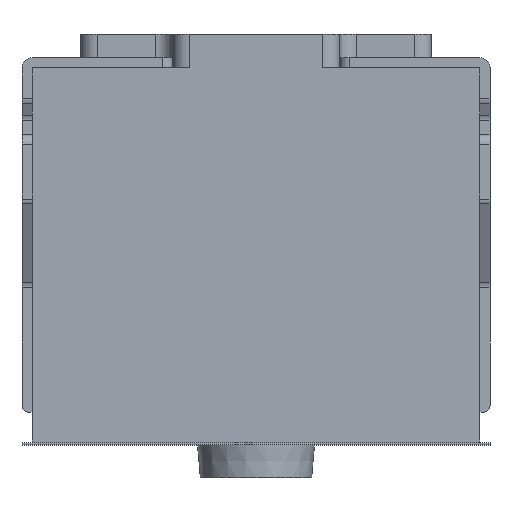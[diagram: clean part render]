
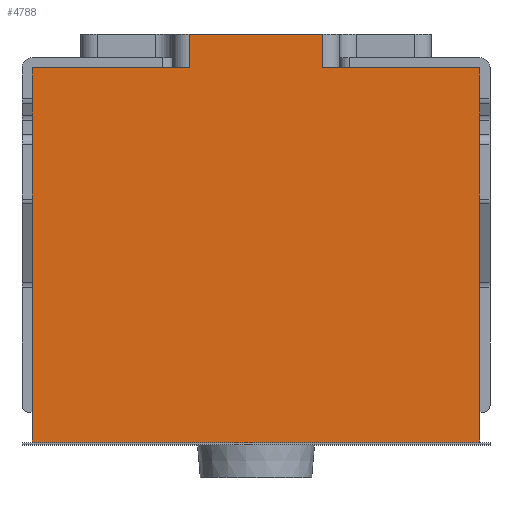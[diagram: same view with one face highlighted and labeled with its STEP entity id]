
A CAD part, top view. The second image highlights one B-rep face of the part: STEP entity #4788.
In plain terms, the highlighted planar face has unit normal (0, 0, 1).
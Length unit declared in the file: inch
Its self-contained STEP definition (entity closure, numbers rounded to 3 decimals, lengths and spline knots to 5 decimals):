
#1148=CARTESIAN_POINT('',(-0.02205,0.04026,0.03839));
#1149=VERTEX_POINT('',#1148);
#1183=CARTESIAN_POINT('',(-0.05276,0.02217,0.03839));
#1184=VERTEX_POINT('',#1183);
#1223=CARTESIAN_POINT('',(-0.05276,0.00934,0.03839));
#1224=VERTEX_POINT('',#1223);
#1231=CARTESIAN_POINT('',(-0.05276,0.00934,0.03839));
#1232=DIRECTION('',(0.0,1.0,0.0));
#1233=VECTOR('',#1232,0.01283);
#1234=LINE('',#1231,#1233);
#1235=EDGE_CURVE('',#1224,#1184,#1234,.T.);
#1395=CARTESIAN_POINT('',(-0.05276,0.03296,0.03839));
#1396=VERTEX_POINT('',#1395);
#1862=CARTESIAN_POINT('',(-0.05276,0.04026,0.03839));
#1863=VERTEX_POINT('',#1862);
#1864=CARTESIAN_POINT('',(-0.05276,0.03296,0.03839));
#1865=DIRECTION('',(0.0,1.0,0.0));
#1866=VECTOR('',#1865,0.0073);
#1867=LINE('',#1864,#1866);
#1868=EDGE_CURVE('',#1396,#1863,#1867,.T.);
#1870=CARTESIAN_POINT('',(-0.05276,0.04026,0.03839));
#1871=DIRECTION('',(1.0,0.0,0.0));
#1872=VECTOR('',#1871,0.03071);
#1873=LINE('',#1870,#1872);
#1874=EDGE_CURVE('',#1863,#1149,#1873,.T.);
#3074=CARTESIAN_POINT('',(0.02205,0.04026,0.03839));
#3075=VERTEX_POINT('',#3074);
#3100=CARTESIAN_POINT('',(0.05276,0.04026,0.03839));
#3101=VERTEX_POINT('',#3100);
#3102=CARTESIAN_POINT('',(0.02205,0.04026,0.03839));
#3103=DIRECTION('',(1.0,0.0,0.0));
#3104=VECTOR('',#3103,0.03071);
#3105=LINE('',#3102,#3104);
#3106=EDGE_CURVE('',#3075,#3101,#3105,.T.);
#3108=CARTESIAN_POINT('',(0.05276,0.03296,0.03839));
#3109=VERTEX_POINT('',#3108);
#3110=CARTESIAN_POINT('',(0.05276,0.04026,0.03839));
#3111=DIRECTION('',(0.0,-1.0,0.0));
#3112=VECTOR('',#3111,0.0073);
#3113=LINE('',#3110,#3112);
#3114=EDGE_CURVE('',#3101,#3109,#3113,.T.);
#3165=CARTESIAN_POINT('',(0.05276,0.02217,0.03839));
#3166=VERTEX_POINT('',#3165);
#3208=CARTESIAN_POINT('',(0.05276,0.00934,0.03839));
#3209=VERTEX_POINT('',#3208);
#3210=CARTESIAN_POINT('',(0.05276,0.02217,0.03839));
#3211=DIRECTION('',(0.0,-1.0,0.0));
#3212=VECTOR('',#3211,0.01283);
#3213=LINE('',#3210,#3212);
#3214=EDGE_CURVE('',#3166,#3209,#3213,.T.);
#3969=CARTESIAN_POINT('',(-0.01575,0.04026,0.03839));
#3970=VERTEX_POINT('',#3969);
#3971=CARTESIAN_POINT('',(-0.02205,0.04026,0.03839));
#3972=DIRECTION('',(1.0,0.0,0.0));
#3973=VECTOR('',#3972,0.0063);
#3974=LINE('',#3971,#3973);
#3975=EDGE_CURVE('',#1149,#3970,#3974,.T.);
#3993=CARTESIAN_POINT('',(-0.05276,0.02217,0.03839));
#3994=DIRECTION('',(0.0,1.0,0.0));
#3995=VECTOR('',#3994,0.01079);
#3996=LINE('',#3993,#3995);
#3997=EDGE_CURVE('',#1184,#1396,#3996,.T.);
#4044=CARTESIAN_POINT('',(-0.05276,-0.04813,0.03839));
#4045=VERTEX_POINT('',#4044);
#4052=CARTESIAN_POINT('',(-0.05276,-0.04813,0.03839));
#4053=DIRECTION('',(0.0,1.0,0.0));
#4054=VECTOR('',#4053,0.05747);
#4055=LINE('',#4052,#4054);
#4056=EDGE_CURVE('',#4045,#1224,#4055,.T.);
#4071=CARTESIAN_POINT('',(0.05276,0.03296,0.03839));
#4072=DIRECTION('',(0.0,-1.0,0.0));
#4073=VECTOR('',#4072,0.01079);
#4074=LINE('',#4071,#4073);
#4075=EDGE_CURVE('',#3109,#3166,#4074,.T.);
#4086=CARTESIAN_POINT('',(0.05276,-0.04813,0.03839));
#4087=VERTEX_POINT('',#4086);
#4088=CARTESIAN_POINT('',(0.05276,0.00934,0.03839));
#4089=DIRECTION('',(0.0,-1.0,0.0));
#4090=VECTOR('',#4089,0.05747);
#4091=LINE('',#4088,#4090);
#4092=EDGE_CURVE('',#3209,#4087,#4091,.T.);
#4142=CARTESIAN_POINT('',(0.01575,0.04026,0.03839));
#4143=VERTEX_POINT('',#4142);
#4151=CARTESIAN_POINT('',(0.01575,0.04026,0.03839));
#4152=DIRECTION('',(1.0,0.0,0.0));
#4153=VECTOR('',#4152,0.0063);
#4154=LINE('',#4151,#4153);
#4155=EDGE_CURVE('',#4143,#3075,#4154,.T.);
#4507=CARTESIAN_POINT('',(-0.01575,0.04813,0.03839));
#4508=VERTEX_POINT('',#4507);
#4519=CARTESIAN_POINT('',(-0.01575,0.04026,0.03839));
#4520=DIRECTION('',(0.0,1.0,0.0));
#4521=VECTOR('',#4520,0.00787);
#4522=LINE('',#4519,#4521);
#4523=EDGE_CURVE('',#3970,#4508,#4522,.T.);
#4748=CARTESIAN_POINT('',(0.,0.0,0.03839));
#4749=DIRECTION('',(0.0,0.0,1.0));
#4750=DIRECTION('',(1.0,0.0,0.0));
#4751=AXIS2_PLACEMENT_3D('',#4748,#4749,#4750);
#4752=PLANE('',#4751);
#4753=ORIENTED_EDGE('',*,*,#4155,.F.);
#4754=CARTESIAN_POINT('',(0.01575,0.04813,0.03839));
#4755=VERTEX_POINT('',#4754);
#4756=CARTESIAN_POINT('',(0.01575,0.04813,0.03839));
#4757=DIRECTION('',(0.0,-1.0,0.0));
#4758=VECTOR('',#4757,0.00787);
#4759=LINE('',#4756,#4758);
#4760=EDGE_CURVE('',#4755,#4143,#4759,.T.);
#4761=ORIENTED_EDGE('',*,*,#4760,.F.);
#4762=CARTESIAN_POINT('',(-0.01575,0.04813,0.03839));
#4763=DIRECTION('',(1.0,0.0,0.0));
#4764=VECTOR('',#4763,0.0315);
#4765=LINE('',#4762,#4764);
#4766=EDGE_CURVE('',#4508,#4755,#4765,.T.);
#4767=ORIENTED_EDGE('',*,*,#4766,.F.);
#4768=ORIENTED_EDGE('',*,*,#4523,.F.);
#4769=ORIENTED_EDGE('',*,*,#3975,.F.);
#4770=ORIENTED_EDGE('',*,*,#1874,.F.);
#4771=ORIENTED_EDGE('',*,*,#1868,.F.);
#4772=ORIENTED_EDGE('',*,*,#3997,.F.);
#4773=ORIENTED_EDGE('',*,*,#1235,.F.);
#4774=ORIENTED_EDGE('',*,*,#4056,.F.);
#4775=CARTESIAN_POINT('',(0.05276,-0.04813,0.03839));
#4776=DIRECTION('',(-1.0,0.0,0.0));
#4777=VECTOR('',#4776,0.10551);
#4778=LINE('',#4775,#4777);
#4779=EDGE_CURVE('',#4087,#4045,#4778,.T.);
#4780=ORIENTED_EDGE('',*,*,#4779,.F.);
#4781=ORIENTED_EDGE('',*,*,#4092,.F.);
#4782=ORIENTED_EDGE('',*,*,#3214,.F.);
#4783=ORIENTED_EDGE('',*,*,#4075,.F.);
#4784=ORIENTED_EDGE('',*,*,#3114,.F.);
#4785=ORIENTED_EDGE('',*,*,#3106,.F.);
#4786=EDGE_LOOP('',(#4753,#4761,#4767,#4768,#4769,#4770,#4771,#4772,#4773,#4774,#4780,#4781,#4782,#4783,#4784,#4785));
#4787=FACE_OUTER_BOUND('',#4786,.T.);
#4788=ADVANCED_FACE('',(#4787),#4752,.T.);
